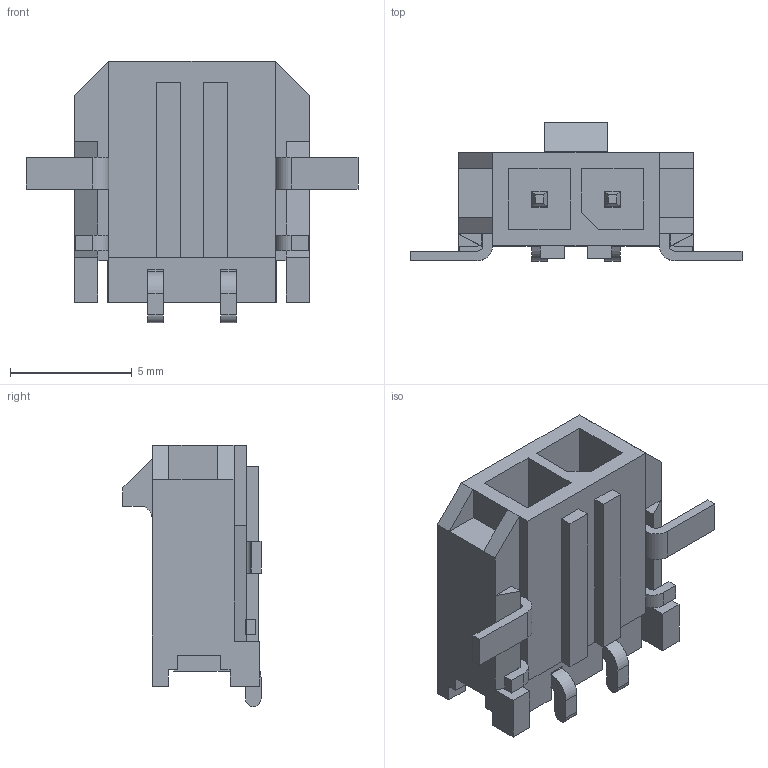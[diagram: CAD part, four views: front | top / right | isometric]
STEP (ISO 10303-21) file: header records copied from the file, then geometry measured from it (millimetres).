
FILE_DESCRIPTION((''),'2;1');
FILE_NAME('436500212','2020-10-20T',('me'),(''),'PRO/ENGINEER BY PARAMETRIC TECHNOLOGY CORPORATION, 2016010','PRO/ENGINEER BY PARAMETRIC TECHNOLOGY CORPORATION, 2016010','');
FILE_SCHEMA(('CONFIG_CONTROL_DESIGN'));
Length unit declared in the file: millimetre
Products named in the file (1): 436500212
Bounding box: 13.65 x 5.67 x 10.74 mm (x, y, z)
Volume: 257.1 mm3; surface area: 615.8 mm2
Topology: 2 solids, 2 shells, 210 faces, 611 edges, 398 vertices
Faces by surface type: plane 193, cylinder 17
Entity records: 6818 total; most frequent: CARTESIAN_POINT 1204, ORIENTED_EDGE 1190, DIRECTION 1075, EDGE_CURVE 595, VECTOR 569, LINE 569, VERTEX_POINT 382, AXIS2_PLACEMENT_3D 253
